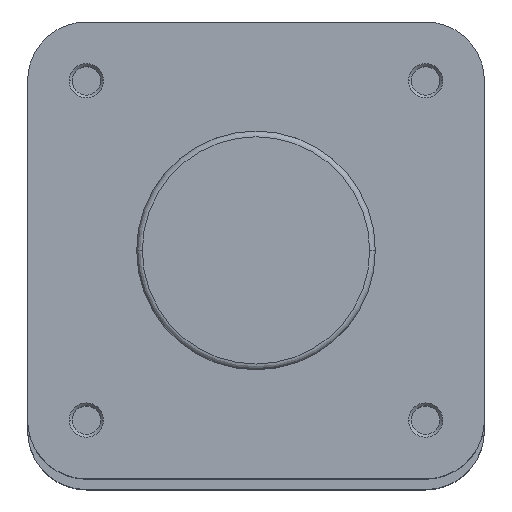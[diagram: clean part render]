
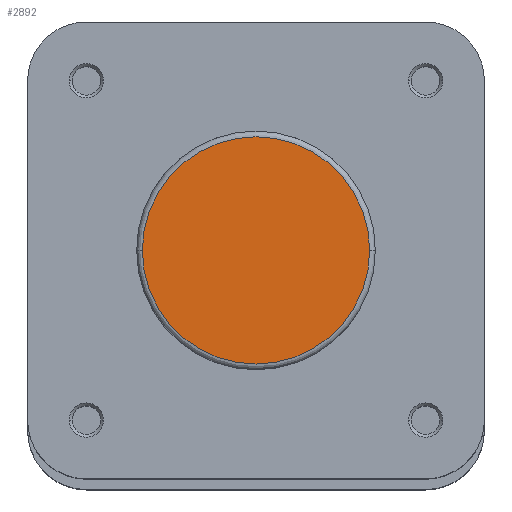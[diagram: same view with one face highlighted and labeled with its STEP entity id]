
A CAD part, top view. The second image highlights one B-rep face of the part: STEP entity #2892.
In plain terms, the highlighted planar face has unit normal (0, 0, 1).
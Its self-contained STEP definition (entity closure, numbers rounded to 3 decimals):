
#13 = VERTEX_POINT ( 'NONE', #5211 ) ;
#38 = CARTESIAN_POINT ( 'NONE',  ( -19.9, 0., 0. ) ) ;
#80 = VERTEX_POINT ( 'NONE', #38 ) ;
#234 = EDGE_CURVE ( 'NONE', #13, #80, #686, .T. ) ;
#686 = CIRCLE ( 'NONE', #3054, 19.9 ) ;
#952 = CIRCLE ( 'NONE', #3167, 19.9 ) ;
#1055 = FACE_OUTER_BOUND ( 'NONE', #1525, .T. ) ;
#1525 = EDGE_LOOP ( 'NONE', ( #1755, #1706 ) ) ;
#1654 = EDGE_CURVE ( 'NONE', #80, #13, #952, .T. ) ;
#1706 = ORIENTED_EDGE ( 'NONE', *, *, #234, .T. ) ;
#1755 = ORIENTED_EDGE ( 'NONE', *, *, #1654, .T. ) ;
#2128 = CARTESIAN_POINT ( 'NONE',  ( 0., 0., 0. ) ) ;
#2129 = DIRECTION ( 'NONE',  ( 0., 0., 1. ) ) ;
#2131 = DIRECTION ( 'NONE',  ( -1., 0., 0. ) ) ;
#2892 = ADVANCED_FACE ( 'NONE', ( #1055 ), #4116, .F. ) ;
#3054 = AXIS2_PLACEMENT_3D ( 'NONE', #2128, #2129, #2131 ) ;
#3167 = AXIS2_PLACEMENT_3D ( 'NONE', #3934, #3936, #3937 ) ;
#3223 = AXIS2_PLACEMENT_3D ( 'NONE', #4119, #4125, #4126 ) ;
#3934 = CARTESIAN_POINT ( 'NONE',  ( 0., 0., 0. ) ) ;
#3936 = DIRECTION ( 'NONE',  ( 0., 0., 1. ) ) ;
#3937 = DIRECTION ( 'NONE',  ( -1., 0., 0. ) ) ;
#4116 = PLANE ( 'NONE',  #3223 ) ;
#4119 = CARTESIAN_POINT ( 'NONE',  ( 0., 20.9, 0. ) ) ;
#4125 = DIRECTION ( 'NONE',  ( 0., 0., -1. ) ) ;
#4126 = DIRECTION ( 'NONE',  ( -1., 0., 0. ) ) ;
#5211 = CARTESIAN_POINT ( 'NONE',  ( 19.9, 0., 0. ) ) ;
